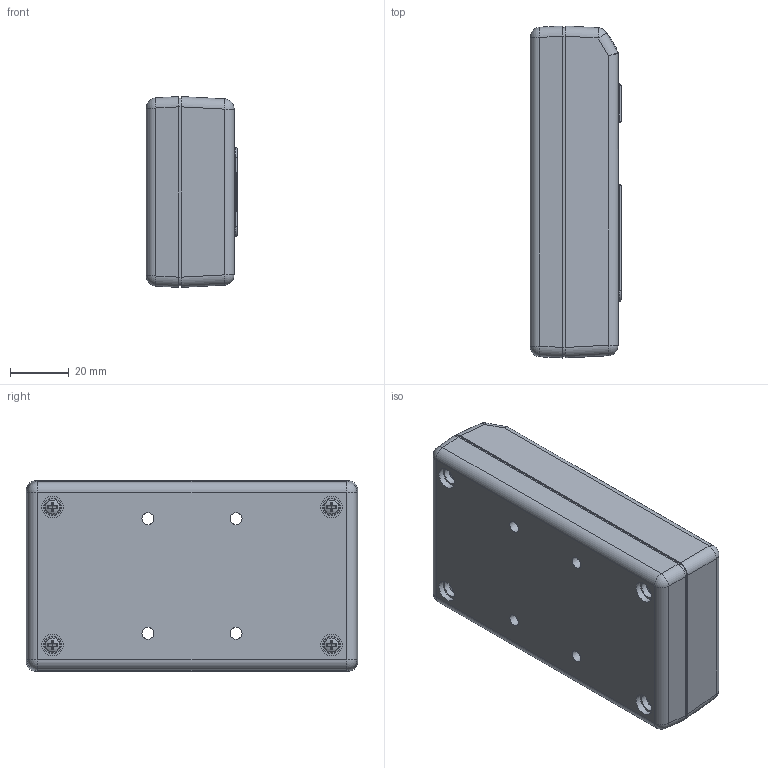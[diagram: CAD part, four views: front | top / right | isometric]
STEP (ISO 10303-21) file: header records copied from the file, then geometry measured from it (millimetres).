
FILE_DESCRIPTION((''),'2;1');
FILE_NAME('34005000_UDS-G-S.stp','2010-03-23T11:55:47',('haertel'),(''),'Autodesk Inventor 2010','Autodesk Inventor 2010','');
FILE_SCHEMA(('AUTOMOTIVE_DESIGN { 1 0 10303 214 1 1 1 1 }'));
Length unit declared in the file: millimetre
Products named in the file (11): UDS-G-S_UDS-G-AC; Bauteil97; Bauteil94; Bauteil95; Bauteil96; Bauteil98; Bauteil100; Bauteil101; Bauteil102; Bauteil103; SHR Z KA30X14 WN 1412 OG_3DSYM
Assembly tree (15 placements, depth 2):
  UDS-G-S_UDS-G-AC
    Bauteil97
    Bauteil94
    Bauteil95  x3
    Bauteil96
    Bauteil98
    Bauteil100
    Bauteil101
    Bauteil102
    Bauteil103
    SHR Z KA30X14 WN 1412 OG_3DSYM  x4
Bounding box: 31.3 x 113 x 65 mm (x, y, z)
Volume: 72993.8 mm3; surface area: 70231.7 mm2
Topology: 15 solids, 15 shells, 1797 faces, 4553 edges, 2800 vertices
Faces by surface type: plane 833, cylinder 565, bspline 156, torus 148, cone 56, sphere 39
Full cylindrical faces by diameter (mm): 2 x14, 2.4 x4, 2.5 x4, 2.6 x12, 2.952 x1, 3 x6, 3.162 x1, 3.2 x8, 3.348 x1, 4 x4, 4.2 x4, 4.4 x4, 5 x6, 5.1 x3, 5.3 x4, 5.341 x1, 5.655 x1, 6 x4, 7.4 x8, 8 x4, 11.4 x4
Entity records: 51703 total; most frequent: CARTESIAN_POINT 12808, DIRECTION 8278, ORIENTED_EDGE 7782, EDGE_CURVE 3891, AXIS2_PLACEMENT_3D 3015, VERTEX_POINT 2496, VECTOR 2248, LINE 2248
